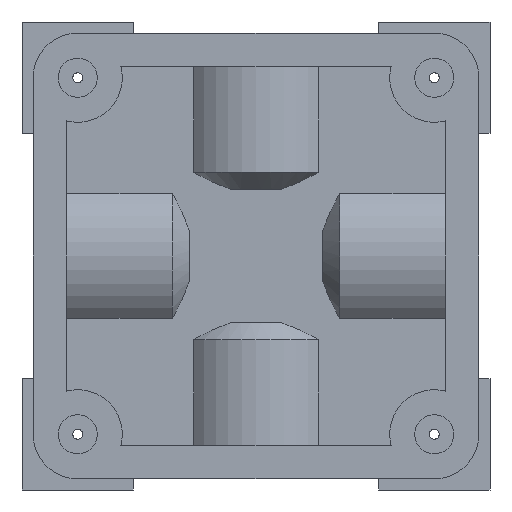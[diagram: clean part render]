
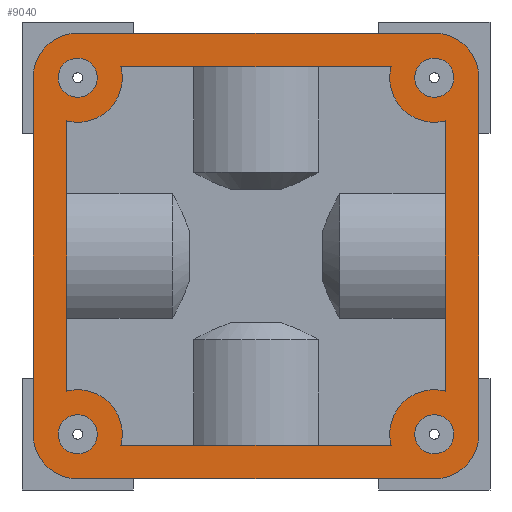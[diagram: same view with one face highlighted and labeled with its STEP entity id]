
A CAD part, front view. The second image highlights one B-rep face of the part: STEP entity #9040.
In plain terms, the highlighted planar face has unit normal (0, -1, 0).
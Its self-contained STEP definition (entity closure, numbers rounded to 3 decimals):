
#1=CARTESIAN_POINT('',(-32.,-17.5,-32.));
#2=DIRECTION('',(0.,-1.,0.));
#3=DIRECTION('',(-1.,0.,0.));
#4=AXIS2_PLACEMENT_3D('',#1,#2,#3);
#6=DIRECTION('',(0.,0.,1.));
#7=VECTOR('',#6,64.);
#8=CARTESIAN_POINT('',(-40.,-17.5,-32.));
#9=LINE('',#8,#7);
#10=CARTESIAN_POINT('',(-32.,-17.5,32.));
#11=DIRECTION('',(0.,-1.,0.));
#12=DIRECTION('',(0.,0.,1.));
#13=AXIS2_PLACEMENT_3D('',#10,#11,#12);
#15=DIRECTION('',(1.,0.,0.));
#16=VECTOR('',#15,64.);
#17=CARTESIAN_POINT('',(-32.,-17.5,40.));
#18=LINE('',#17,#16);
#19=CARTESIAN_POINT('',(32.,-17.5,32.));
#20=DIRECTION('',(0.,-1.,0.));
#21=DIRECTION('',(1.,0.,0.));
#22=AXIS2_PLACEMENT_3D('',#19,#20,#21);
#24=DIRECTION('',(0.,0.,-1.));
#25=VECTOR('',#24,64.);
#26=CARTESIAN_POINT('',(40.,-17.5,32.));
#27=LINE('',#26,#25);
#28=CARTESIAN_POINT('',(32.,-17.5,-32.));
#29=DIRECTION('',(0.,-1.,0.));
#30=DIRECTION('',(0.,0.,-1.));
#31=AXIS2_PLACEMENT_3D('',#28,#29,#30);
#33=DIRECTION('',(-1.,0.,0.));
#34=VECTOR('',#33,64.);
#35=CARTESIAN_POINT('',(32.,-17.5,-40.));
#36=LINE('',#35,#34);
#37=DIRECTION('',(1.,0.,0.));
#38=VECTOR('',#37,48.508);
#39=CARTESIAN_POINT('',(-24.254,-17.5,-34.));
#40=LINE('',#39,#38);
#41=CARTESIAN_POINT('',(32.,-17.5,-32.));
#42=DIRECTION('',(0.,-1.,0.));
#43=DIRECTION('',(0.25,0.,0.968));
#44=AXIS2_PLACEMENT_3D('',#41,#42,#43);
#46=DIRECTION('',(0.,0.,1.));
#47=VECTOR('',#46,48.508);
#48=CARTESIAN_POINT('',(34.,-17.5,-24.254));
#49=LINE('',#48,#47);
#50=CARTESIAN_POINT('',(32.,-17.5,32.));
#51=DIRECTION('',(0.,-1.,0.));
#52=DIRECTION('',(-0.968,0.,0.25));
#53=AXIS2_PLACEMENT_3D('',#50,#51,#52);
#55=DIRECTION('',(-1.,0.,0.));
#56=VECTOR('',#55,48.508);
#57=CARTESIAN_POINT('',(24.254,-17.5,34.));
#58=LINE('',#57,#56);
#59=CARTESIAN_POINT('',(-32.,-17.5,32.));
#60=DIRECTION('',(0.,-1.,0.));
#61=DIRECTION('',(-0.25,0.,-0.968));
#62=AXIS2_PLACEMENT_3D('',#59,#60,#61);
#64=DIRECTION('',(0.,0.,-1.));
#65=VECTOR('',#64,48.508);
#66=CARTESIAN_POINT('',(-34.,-17.5,24.254));
#67=LINE('',#66,#65);
#68=CARTESIAN_POINT('',(-32.,-17.5,-32.));
#69=DIRECTION('',(0.,-1.,0.));
#70=DIRECTION('',(0.968,0.,-0.25));
#71=AXIS2_PLACEMENT_3D('',#68,#69,#70);
#73=CARTESIAN_POINT('',(-32.,-17.5,32.));
#74=DIRECTION('',(0.,1.,0.));
#75=DIRECTION('',(0.,0.,1.));
#76=AXIS2_PLACEMENT_3D('',#73,#74,#75);
#78=CARTESIAN_POINT('',(-32.,-17.5,32.));
#79=DIRECTION('',(0.,1.,0.));
#80=DIRECTION('',(0.,0.,-1.));
#81=AXIS2_PLACEMENT_3D('',#78,#79,#80);
#83=CARTESIAN_POINT('',(32.,-17.5,32.));
#84=DIRECTION('',(0.,1.,0.));
#85=DIRECTION('',(0.,0.,1.));
#86=AXIS2_PLACEMENT_3D('',#83,#84,#85);
#88=CARTESIAN_POINT('',(32.,-17.5,32.));
#89=DIRECTION('',(0.,1.,0.));
#90=DIRECTION('',(0.,0.,-1.));
#91=AXIS2_PLACEMENT_3D('',#88,#89,#90);
#93=CARTESIAN_POINT('',(32.,-17.5,-32.));
#94=DIRECTION('',(0.,1.,0.));
#95=DIRECTION('',(0.,0.,1.));
#96=AXIS2_PLACEMENT_3D('',#93,#94,#95);
#98=CARTESIAN_POINT('',(32.,-17.5,-32.));
#99=DIRECTION('',(0.,1.,0.));
#100=DIRECTION('',(0.,0.,-1.));
#101=AXIS2_PLACEMENT_3D('',#98,#99,#100);
#103=CARTESIAN_POINT('',(-32.,-17.5,-32.));
#104=DIRECTION('',(0.,1.,0.));
#105=DIRECTION('',(0.,0.,1.));
#106=AXIS2_PLACEMENT_3D('',#103,#104,#105);
#108=CARTESIAN_POINT('',(-32.,-17.5,-32.));
#109=DIRECTION('',(0.,1.,0.));
#110=DIRECTION('',(0.,0.,-1.));
#111=AXIS2_PLACEMENT_3D('',#108,#109,#110);
#6907=CARTESIAN_POINT('',(-40.,-17.5,-32.));
#6908=CARTESIAN_POINT('',(-32.,-17.5,-40.));
#6909=VERTEX_POINT('',#6907);
#6910=VERTEX_POINT('',#6908);
#6911=CARTESIAN_POINT('',(-32.,-17.5,40.));
#6912=CARTESIAN_POINT('',(-40.,-17.5,32.));
#6913=VERTEX_POINT('',#6911);
#6914=VERTEX_POINT('',#6912);
#6915=CARTESIAN_POINT('',(32.,-17.5,-40.));
#6916=CARTESIAN_POINT('',(40.,-17.5,-32.));
#6917=VERTEX_POINT('',#6915);
#6918=VERTEX_POINT('',#6916);
#6919=CARTESIAN_POINT('',(40.,-17.5,32.));
#6920=CARTESIAN_POINT('',(32.,-17.5,40.));
#6921=VERTEX_POINT('',#6919);
#6922=VERTEX_POINT('',#6920);
#6939=CARTESIAN_POINT('',(34.,-17.5,24.254));
#6940=VERTEX_POINT('',#6939);
#6941=CARTESIAN_POINT('',(34.,-17.5,-24.254));
#6942=VERTEX_POINT('',#6941);
#6943=CARTESIAN_POINT('',(-24.254,-17.5,34.));
#6944=VERTEX_POINT('',#6943);
#6945=CARTESIAN_POINT('',(24.254,-17.5,34.));
#6946=VERTEX_POINT('',#6945);
#6947=CARTESIAN_POINT('',(-34.,-17.5,-24.254));
#6948=VERTEX_POINT('',#6947);
#6949=CARTESIAN_POINT('',(-34.,-17.5,24.254));
#6950=VERTEX_POINT('',#6949);
#6951=CARTESIAN_POINT('',(-24.254,-17.5,-34.));
#6952=VERTEX_POINT('',#6951);
#6953=CARTESIAN_POINT('',(24.254,-17.5,-34.));
#6954=VERTEX_POINT('',#6953);
#8843=CARTESIAN_POINT('',(-32.,-17.5,35.5));
#8844=CARTESIAN_POINT('',(-32.,-17.5,28.5));
#8845=VERTEX_POINT('',#8843);
#8846=VERTEX_POINT('',#8844);
#8851=CARTESIAN_POINT('',(32.,-17.5,35.5));
#8852=CARTESIAN_POINT('',(32.,-17.5,28.5));
#8853=VERTEX_POINT('',#8851);
#8854=VERTEX_POINT('',#8852);
#8859=CARTESIAN_POINT('',(32.,-17.5,-28.5));
#8860=CARTESIAN_POINT('',(32.,-17.5,-35.5));
#8861=VERTEX_POINT('',#8859);
#8862=VERTEX_POINT('',#8860);
#8867=CARTESIAN_POINT('',(-32.,-17.5,-28.5));
#8868=CARTESIAN_POINT('',(-32.,-17.5,-35.5));
#8869=VERTEX_POINT('',#8867);
#8870=VERTEX_POINT('',#8868);
#8975=CARTESIAN_POINT('',(0.,-17.5,0.));
#8976=DIRECTION('',(0.,1.,0.));
#8977=DIRECTION('',(1.,0.,0.));
#8978=AXIS2_PLACEMENT_3D('',#8975,#8976,#8977);
#8979=PLANE('',#8978);
#8981=ORIENTED_EDGE('',*,*,#8980,.F.);
#8983=ORIENTED_EDGE('',*,*,#8982,.T.);
#8985=ORIENTED_EDGE('',*,*,#8984,.F.);
#8987=ORIENTED_EDGE('',*,*,#8986,.T.);
#8989=ORIENTED_EDGE('',*,*,#8988,.F.);
#8991=ORIENTED_EDGE('',*,*,#8990,.T.);
#8993=ORIENTED_EDGE('',*,*,#8992,.F.);
#8995=ORIENTED_EDGE('',*,*,#8994,.T.);
#8996=EDGE_LOOP('',(#8981,#8983,#8985,#8987,#8989,#8991,#8993,#8995));
#8997=FACE_OUTER_BOUND('',#8996,.F.);
#8999=ORIENTED_EDGE('',*,*,#8998,.T.);
#9001=ORIENTED_EDGE('',*,*,#9000,.F.);
#9003=ORIENTED_EDGE('',*,*,#9002,.T.);
#9005=ORIENTED_EDGE('',*,*,#9004,.F.);
#9007=ORIENTED_EDGE('',*,*,#9006,.T.);
#9009=ORIENTED_EDGE('',*,*,#9008,.F.);
#9011=ORIENTED_EDGE('',*,*,#9010,.T.);
#9013=ORIENTED_EDGE('',*,*,#9012,.F.);
#9014=EDGE_LOOP('',(#8999,#9001,#9003,#9005,#9007,#9009,#9011,#9013));
#9015=FACE_BOUND('',#9014,.F.);
#9017=ORIENTED_EDGE('',*,*,#9016,.F.);
#9019=ORIENTED_EDGE('',*,*,#9018,.F.);
#9020=EDGE_LOOP('',(#9017,#9019));
#9021=FACE_BOUND('',#9020,.F.);
#9023=ORIENTED_EDGE('',*,*,#9022,.F.);
#9025=ORIENTED_EDGE('',*,*,#9024,.F.);
#9026=EDGE_LOOP('',(#9023,#9025));
#9027=FACE_BOUND('',#9026,.F.);
#9029=ORIENTED_EDGE('',*,*,#9028,.F.);
#9031=ORIENTED_EDGE('',*,*,#9030,.F.);
#9032=EDGE_LOOP('',(#9029,#9031));
#9033=FACE_BOUND('',#9032,.F.);
#9035=ORIENTED_EDGE('',*,*,#9034,.F.);
#9037=ORIENTED_EDGE('',*,*,#9036,.F.);
#9038=EDGE_LOOP('',(#9035,#9037));
#9039=FACE_BOUND('',#9038,.F.);
#9040=ADVANCED_FACE('',(#8997,#9015,#9021,#9027,#9033,#9039),#8979,.F.);
#5=CIRCLE('',#4,8.);
#14=CIRCLE('',#13,8.);
#23=CIRCLE('',#22,8.);
#32=CIRCLE('',#31,8.);
#45=CIRCLE('',#44,8.);
#54=CIRCLE('',#53,8.);
#63=CIRCLE('',#62,8.);
#72=CIRCLE('',#71,8.);
#77=CIRCLE('',#76,3.5);
#82=CIRCLE('',#81,3.5);
#87=CIRCLE('',#86,3.5);
#92=CIRCLE('',#91,3.5);
#97=CIRCLE('',#96,3.5);
#102=CIRCLE('',#101,3.5);
#107=CIRCLE('',#106,3.5);
#112=CIRCLE('',#111,3.5);
#8980=EDGE_CURVE('',#6909,#6910,#5,.T.);
#8982=EDGE_CURVE('',#6909,#6914,#9,.T.);
#8984=EDGE_CURVE('',#6913,#6914,#14,.T.);
#8986=EDGE_CURVE('',#6913,#6922,#18,.T.);
#8988=EDGE_CURVE('',#6921,#6922,#23,.T.);
#8990=EDGE_CURVE('',#6921,#6918,#27,.T.);
#8992=EDGE_CURVE('',#6917,#6918,#32,.T.);
#8994=EDGE_CURVE('',#6917,#6910,#36,.T.);
#8998=EDGE_CURVE('',#6952,#6954,#40,.T.);
#9000=EDGE_CURVE('',#6942,#6954,#45,.T.);
#9002=EDGE_CURVE('',#6942,#6940,#49,.T.);
#9004=EDGE_CURVE('',#6946,#6940,#54,.T.);
#9006=EDGE_CURVE('',#6946,#6944,#58,.T.);
#9008=EDGE_CURVE('',#6950,#6944,#63,.T.);
#9010=EDGE_CURVE('',#6950,#6948,#67,.T.);
#9012=EDGE_CURVE('',#6952,#6948,#72,.T.);
#9016=EDGE_CURVE('',#8845,#8846,#77,.T.);
#9018=EDGE_CURVE('',#8846,#8845,#82,.T.);
#9022=EDGE_CURVE('',#8853,#8854,#87,.T.);
#9024=EDGE_CURVE('',#8854,#8853,#92,.T.);
#9028=EDGE_CURVE('',#8861,#8862,#97,.T.);
#9030=EDGE_CURVE('',#8862,#8861,#102,.T.);
#9034=EDGE_CURVE('',#8869,#8870,#107,.T.);
#9036=EDGE_CURVE('',#8870,#8869,#112,.T.);
